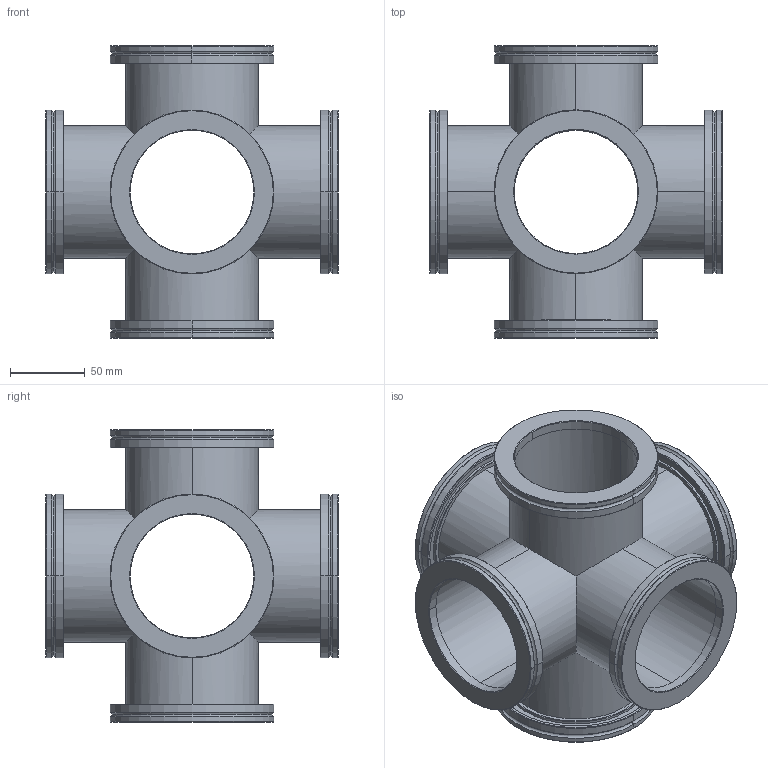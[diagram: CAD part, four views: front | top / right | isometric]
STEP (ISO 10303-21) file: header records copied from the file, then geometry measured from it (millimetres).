
FILE_DESCRIPTION (( 'STEP AP214' ), '1' );
FILE_NAME ('Hositrad_ISOX6-80.STEP', '2017-06-06T13:58:50', ( 'Gebruiker' ), ( '' ), 'SwSTEP 2.0', 'SolidWorks 2017', '' );
FILE_SCHEMA (( 'AUTOMOTIVE_DESIGN' ));
Length unit declared in the file: millimetre
Products named in the file (3): ISO-K-Weld-All_ISO80-89; ISO-K_Equal-6-Way-Cross_All_ISO80-T; Hositrad_ISOX6-80
Assembly tree (7 placements, depth 2):
  Hositrad_ISOX6-80
    ISO-K_Equal-6-Way-Cross_All_ISO80-T
    ISO-K-Weld-All_ISO80-89  x6
Bounding box: 196 x 196 x 196 mm (x, y, z)
Volume: 411734 mm3; surface area: 276920.7 mm2
Topology: 7 solids, 7 shells, 216 faces, 460 edges, 272 vertices
Faces by surface type: cylinder 96, cone 60, plane 36, torus 24
Entity records: 1970 total; most frequent: CARTESIAN_POINT 433, DIRECTION 316, ORIENTED_EDGE 300, EDGE_CURVE 150, AXIS2_PLACEMENT_3D 135, VERTEX_POINT 92, EDGE_LOOP 72, CIRCLE 64
